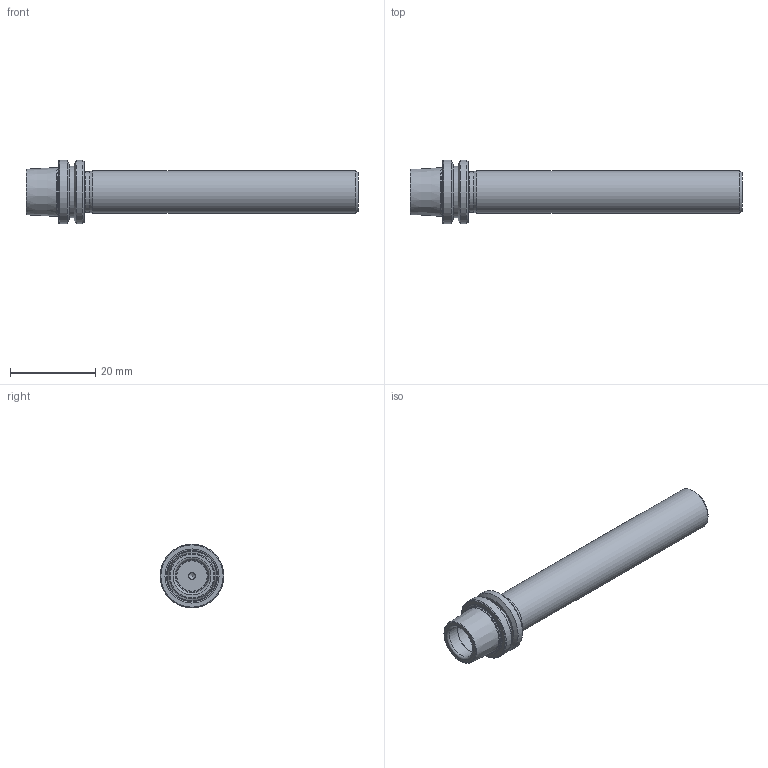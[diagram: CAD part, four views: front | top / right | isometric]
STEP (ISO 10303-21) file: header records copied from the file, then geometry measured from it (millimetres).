
FILE_DESCRIPTION(/* description */ ('Unknown'),/* implementation_level */ '2;1');
FILE_NAME(/* name */ '755615900',/* time_stamp */ '2021-12-23T10:49:29+01:00',/* author */ ('Unknown'),/* organization */ ('Unknown'),/* preprocessor_version */ 'ST-DEVELOPER v16.7',/* originating_system */ 'DEX',/* authorisation */ $);
FILE_SCHEMA (('AUTOMOTIVE_DESIGN {1 0 10303 214 3 1 1}'));
Length unit declared in the file: millimetre
Products named in the file (1): 0025439
Bounding box: 77.7 x 14.97 x 14.97 mm (x, y, z)
Volume: 6109.4 mm3; surface area: 3304.2 mm2
Topology: 1 solids, 1 shells, 43 faces, 84 edges, 49 vertices
Faces by surface type: cone 15, torus 11, cylinder 9, plane 8
Full cylindrical faces by diameter (mm): 3 x1, 7.83 x1, 8.85 x1, 9.6 x1, 10 x1, 11.218 x1, 11.95 x1, 14.97 x2
Entity records: 892 total; most frequent: DIRECTION 172, CARTESIAN_POINT 130, FACE_BOUND 86, AXIS2_PLACEMENT_3D 86, ORIENTED_EDGE 84, EDGE_LOOP 84, VERTEX_POINT 44, ADVANCED_FACE 43
